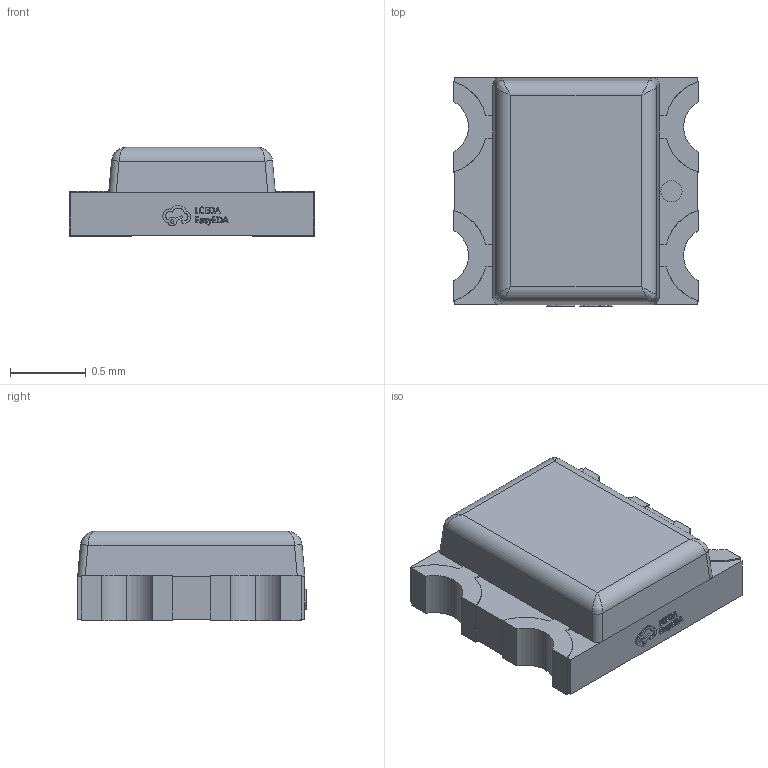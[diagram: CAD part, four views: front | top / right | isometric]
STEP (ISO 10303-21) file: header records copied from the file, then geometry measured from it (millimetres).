
FILE_DESCRIPTION (( 'STEP AP214' ), '1' );
FILE_NAME ('LED-ARRAY-SMD_4P-L1.6-W1.5-BL.step', '2024-07-11T02:35:15', ( '' ), ( '' ), 'SwSTEP 2.0', 'SolidWorks 2021', '' );
FILE_SCHEMA (( 'AUTOMOTIVE_DESIGN' ));
Length unit declared in the file: millimetre
Products named in the file (1): LED-ARRAY-SMD_4P-L1.6-W1.5-BL
Bounding box: 1.62 x 1.51 x 0.59 mm (x, y, z)
Volume: 1.1 mm3; surface area: 11.2 mm2
Topology: 2 solids, 2 shells, 333 faces, 903 edges, 590 vertices
Faces by surface type: plane 199, bspline 102, cylinder 32
Entity records: 14619 total; most frequent: CARTESIAN_POINT 3233, ORIENTED_EDGE 1798, DIRECTION 1211, EDGE_CURVE 899, VECTOR 627, LINE 627, VERTEX_POINT 590, EDGE_LOOP 353
